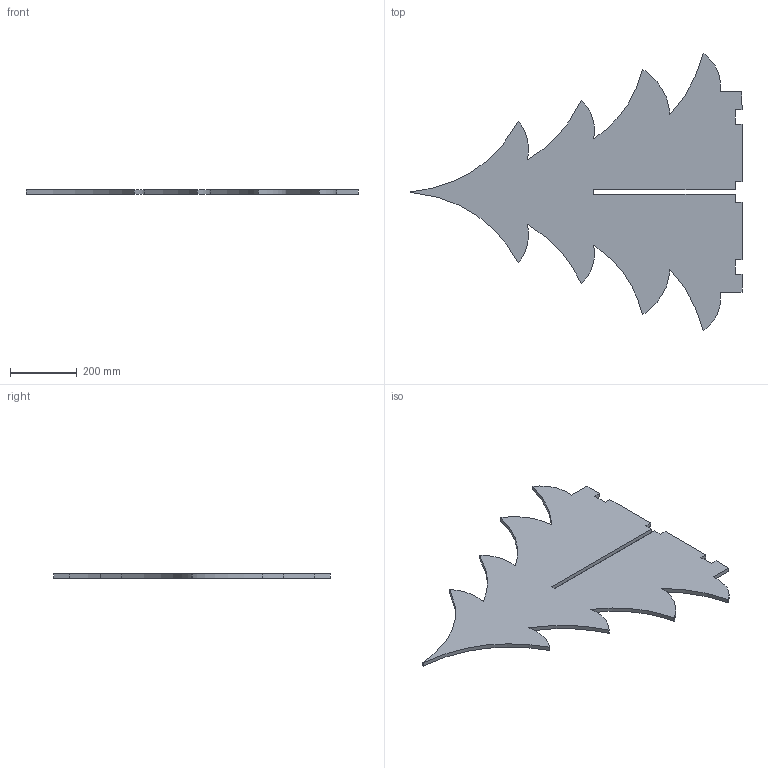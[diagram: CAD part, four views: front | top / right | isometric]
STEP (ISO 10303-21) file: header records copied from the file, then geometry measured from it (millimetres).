
FILE_DESCRIPTION (( 'STEP AP214' ), '1' );
FILE_NAME ('Jetsontree_B.STEP', '2019-12-19T11:48:29', ( '' ), ( '' ), 'SwSTEP 2.0', 'SolidWorks 2019', '' );
FILE_SCHEMA (( 'AUTOMOTIVE_DESIGN' ));
Length unit declared in the file: millimetre
Products named in the file (1): Jetsontree_B
Bounding box: 994.22 x 828.63 x 12 mm (x, y, z)
Volume: 4545303.1 mm3; surface area: 817905.4 mm2
Topology: 1 solids, 1 shells, 47 faces, 135 edges, 90 vertices
Faces by surface type: plane 21, bspline 16, cylinder 10
Entity records: 1595 total; most frequent: CARTESIAN_POINT 417, ORIENTED_EDGE 270, DIRECTION 187, EDGE_CURVE 135, VERTEX_POINT 90, LINE 83, VECTOR 83, AXIS2_PLACEMENT_3D 52
